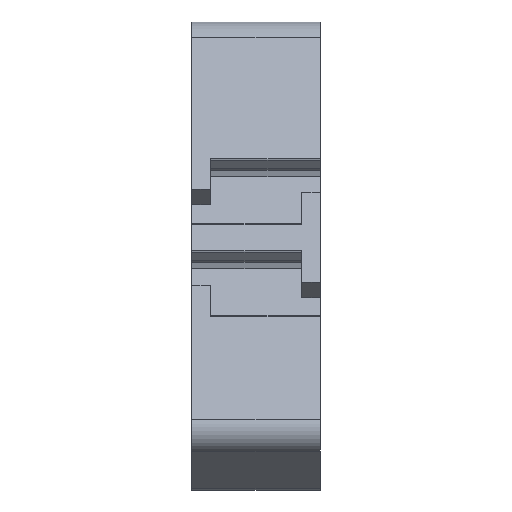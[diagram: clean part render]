
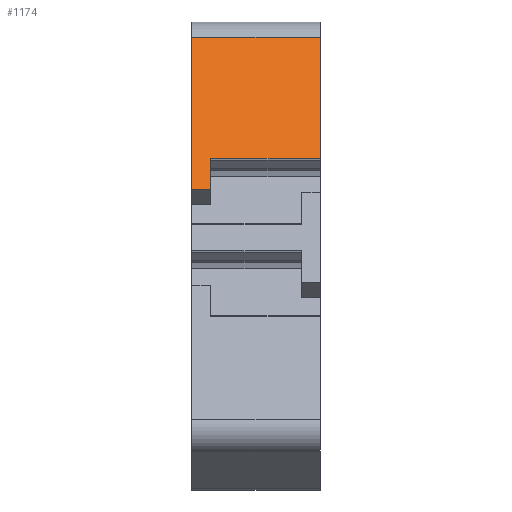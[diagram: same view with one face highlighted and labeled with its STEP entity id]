
A CAD part, front view. The second image highlights one B-rep face of the part: STEP entity #1174.
In plain terms, the highlighted planar face has unit normal (0, -0.866, 0.5).
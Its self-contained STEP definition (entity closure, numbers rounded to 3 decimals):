
#1145=AXIS2_PLACEMENT_3D('Plane Axis2P3D',#1142,#1143,#1144) ;
#111=CARTESIAN_POINT('Vertex',(1.25,10.155,21.857)) ;
#116=CARTESIAN_POINT('Line Origine',(1.25,9.569,20.843)) ;
#120=CARTESIAN_POINT('Vertex',(1.25,8.983,19.828)) ;
#870=CARTESIAN_POINT('Vertex',(8.5,14.77,29.851)) ;
#873=CARTESIAN_POINT('Line Origine',(8.5,12.462,25.854)) ;
#877=CARTESIAN_POINT('Vertex',(8.5,10.155,21.857)) ;
#1125=CARTESIAN_POINT('Line Origine',(8.5,10.155,21.857)) ;
#1142=CARTESIAN_POINT('Axis2P3D Location',(8.5,14.77,29.851)) ;
#1147=CARTESIAN_POINT('Line Origine',(0.,11.877,24.84)) ;
#1151=CARTESIAN_POINT('Vertex',(0.,14.77,29.851)) ;
#1153=CARTESIAN_POINT('Vertex',(0.,8.983,19.828)) ;
#1156=CARTESIAN_POINT('Line Origine',(0.625,8.983,19.828)) ;
#1161=CARTESIAN_POINT('Line Origine',(4.25,14.77,29.851)) ;
#117=DIRECTION('Vector Direction',(0.,-0.5,-0.866)) ;
#874=DIRECTION('Vector Direction',(0.,-0.5,-0.866)) ;
#1126=DIRECTION('Vector Direction',(1.,0.,0.)) ;
#1143=DIRECTION('Axis2P3D Direction',(0.,0.866,-0.5)) ;
#1144=DIRECTION('Axis2P3D XDirection',(0.,0.5,0.866)) ;
#1148=DIRECTION('Vector Direction',(0.,-0.5,-0.866)) ;
#1157=DIRECTION('Vector Direction',(-1.,0.,0.)) ;
#1162=DIRECTION('Vector Direction',(-1.,0.,0.)) ;
#118=VECTOR('Line Direction',#117,1.) ;
#875=VECTOR('Line Direction',#874,1.) ;
#1127=VECTOR('Line Direction',#1126,1.) ;
#1149=VECTOR('Line Direction',#1148,1.) ;
#1158=VECTOR('Line Direction',#1157,1.) ;
#1163=VECTOR('Line Direction',#1162,1.) ;
#1167=ORIENTED_EDGE('',*,*,#1155,.T.) ;
#1168=ORIENTED_EDGE('',*,*,#1160,.F.) ;
#1169=ORIENTED_EDGE('',*,*,#122,.F.) ;
#1170=ORIENTED_EDGE('',*,*,#1129,.F.) ;
#1171=ORIENTED_EDGE('',*,*,#879,.F.) ;
#1172=ORIENTED_EDGE('',*,*,#1165,.T.) ;
#1174=ADVANCED_FACE('_EW 35 0383560000',(#1173),#1146,.F.) ;
#122=EDGE_CURVE('',#112,#121,#119,.T.) ;
#879=EDGE_CURVE('',#871,#878,#876,.T.) ;
#1129=EDGE_CURVE('',#878,#112,#1128,.F.) ;
#1155=EDGE_CURVE('',#1152,#1154,#1150,.T.) ;
#1160=EDGE_CURVE('',#121,#1154,#1159,.T.) ;
#1165=EDGE_CURVE('',#871,#1152,#1164,.T.) ;
#1166=EDGE_LOOP('',(#1167,#1168,#1169,#1170,#1171,#1172)) ;
#1173=FACE_OUTER_BOUND('',#1166,.T.) ;
#119=LINE('Line',#116,#118) ;
#876=LINE('Line',#873,#875) ;
#1128=LINE('Line',#1125,#1127) ;
#1150=LINE('Line',#1147,#1149) ;
#1159=LINE('Line',#1156,#1158) ;
#1164=LINE('Line',#1161,#1163) ;
#1146=PLANE('',#1145) ;
#112=VERTEX_POINT('',#111) ;
#121=VERTEX_POINT('',#120) ;
#871=VERTEX_POINT('',#870) ;
#878=VERTEX_POINT('',#877) ;
#1152=VERTEX_POINT('',#1151) ;
#1154=VERTEX_POINT('',#1153) ;
